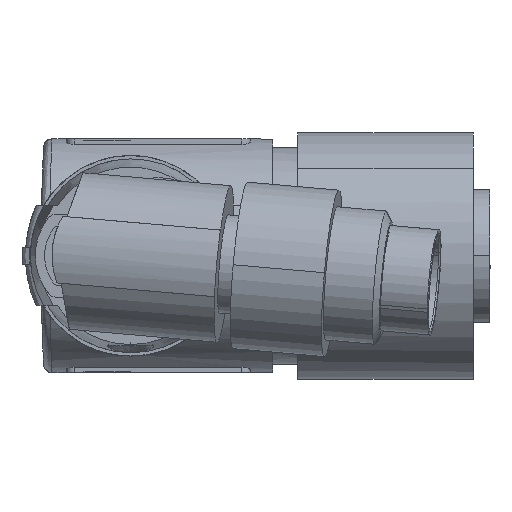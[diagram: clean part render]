
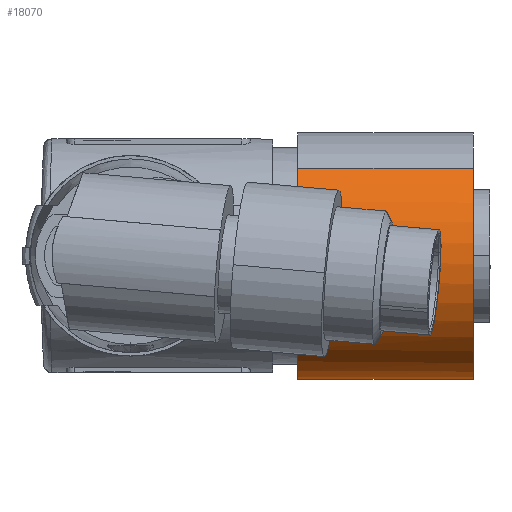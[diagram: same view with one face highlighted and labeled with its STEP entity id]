
A CAD part, left-side view. The second image highlights one B-rep face of the part: STEP entity #18070.
In plain terms, the highlighted cylindrical face has radius 7.4 mm (diameter 14.8 mm), a partial arc.
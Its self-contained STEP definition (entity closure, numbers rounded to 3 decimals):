
#17440=CARTESIAN_POINT('',(20.483,-175.64,
4.235));
#17450=DIRECTION('',(0.,0.,-1.));
#17460=DIRECTION('',(-0.707,0.707,
0.));
#17470=AXIS2_PLACEMENT_3D('',#17440,#17450,#17460);
#17480=CIRCLE('',#17470,7.4);
#17490=CARTESIAN_POINT('',(25.715,-180.872,
4.235));
#17500=VERTEX_POINT('',#17490);
#17510=CARTESIAN_POINT('',(15.25,-170.407,
4.235));
#17520=VERTEX_POINT('',#17510);
#17550=CARTESIAN_POINT('',(20.983,-168.257,
4.235));
#17560=VERTEX_POINT('',#17550);
#17570=EDGE_CURVE('',#17560,#17500,#17480,.T.);
#17590=EDGE_CURVE('',#17520,#17560,#17480,.T.);
#17710=CARTESIAN_POINT('',(20.483,-175.64,
9.735));
#17720=DIRECTION('',(0.,0.,-1.));
#17730=DIRECTION('',(-0.707,0.707,
0.));
#17740=AXIS2_PLACEMENT_3D('',#17710,#17720,#17730);
#17750=CYLINDRICAL_SURFACE('',#17740,7.4);
#17760=CARTESIAN_POINT('',(15.25,-170.407,
9.735));
#17770=DIRECTION('',(0.,0.,-1.));
#17780=VECTOR('',#17770,1.);
#17790=LINE('',#17760,#17780);
#17800=CARTESIAN_POINT('',(15.25,-170.407,
14.735));
#17810=VERTEX_POINT('',#17800);
#17820=EDGE_CURVE('',#17810,#17520,#17790,.T.);
#17830=ORIENTED_EDGE('',*,*,#17820,.F.);
#17840=ORIENTED_EDGE('',*,*,#17590,.F.);
#17850=ORIENTED_EDGE('',*,*,#17570,.F.);
#17860=CARTESIAN_POINT('',(25.715,-180.872,
9.735));
#17870=DIRECTION('',(0.,0.,-1.));
#17880=VECTOR('',#17870,1.);
#17890=LINE('',#17860,#17880);
#17900=CARTESIAN_POINT('',(25.715,-180.872,
14.735));
#17910=VERTEX_POINT('',#17900);
#17920=EDGE_CURVE('',#17910,#17500,#17890,.T.);
#17930=ORIENTED_EDGE('',*,*,#17920,.T.);
#17940=CARTESIAN_POINT('',(20.483,-175.64,
14.735));
#17950=DIRECTION('',(0.,0.,-1.));
#17960=DIRECTION('',(-0.707,0.707,
0.));
#17970=AXIS2_PLACEMENT_3D('',#17940,#17950,#17960);
#17980=CIRCLE('',#17970,7.4);
#17990=CARTESIAN_POINT('',(24.161,-169.219,
14.735));
#18000=VERTEX_POINT('',#17990);
#18010=EDGE_CURVE('',#18000,#17910,#17980,.T.);
#18020=ORIENTED_EDGE('',*,*,#18010,.T.);
#18030=EDGE_CURVE('',#17810,#18000,#17980,.T.);
#18040=ORIENTED_EDGE('',*,*,#18030,.T.);
#18050=EDGE_LOOP('',(#18040,#18020,#17930,#17850,#17840,#17830));
#18060=FACE_OUTER_BOUND('',#18050,.T.);
#18070=ADVANCED_FACE('',(#18060),#17750,.T.);
